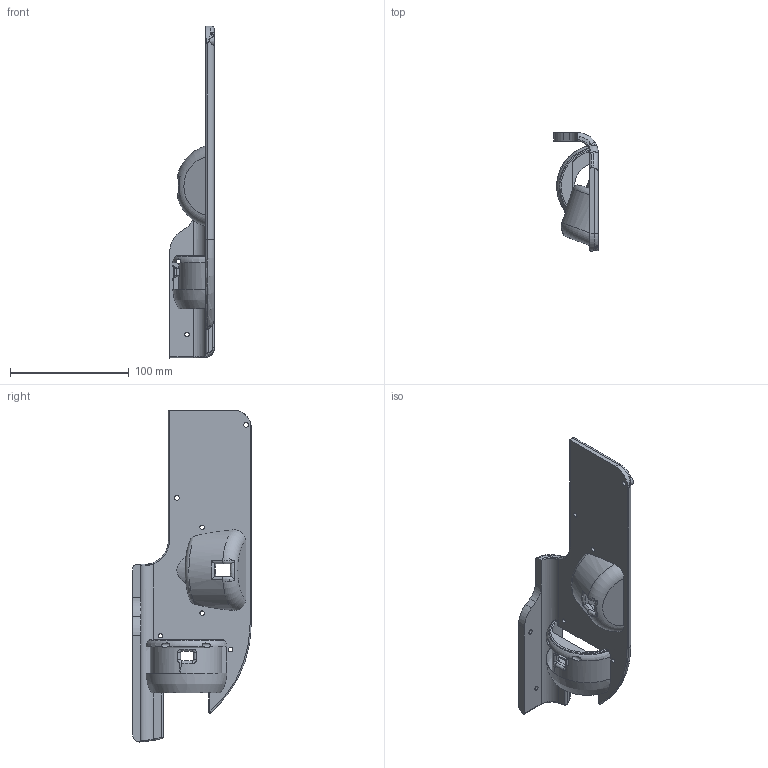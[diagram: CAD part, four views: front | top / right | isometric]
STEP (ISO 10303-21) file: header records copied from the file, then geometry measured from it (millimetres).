
FILE_DESCRIPTION(/* description */ (''),/* implementation_level */ '2;1');
FILE_NAME(/* name */ 'Left-Rail.step',/* time_stamp */ '2025-12-19T11:18:50-05:00',/* author */ (''),/* organization */ (''),/* preprocessor_version */ 'ST-DEVELOPER v20.1',/* originating_system */ 'Autodesk Translation Framework v14.21.0.0',/* authorisation */ '');
FILE_SCHEMA (('AUTOMOTIVE_DESIGN { 1 0 10303 214 3 1 1 }'));
Length unit declared in the file: millimetre
Products named in the file (1): 2025-12-19-10-45-23-782
Bounding box: 37.5 x 100 x 279.81 mm (x, y, z)
Volume: 170126.8 mm3; surface area: 62167.7 mm2
Topology: 1 solids, 1 shells, 120 faces, 423 edges, 299 vertices
Faces by surface type: cylinder 42, plane 29, torus 29, bspline 10, cone 8, sphere 2
Full cylindrical faces by diameter (mm): 3.7 x5, 3.87 x2, 4 x2
Entity records: 38795 total; most frequent: CARTESIAN_POINT 35290, ORIENTED_EDGE 840, DIRECTION 606, EDGE_CURVE 420, VERTEX_POINT 298, AXIS2_PLACEMENT_3D 244, B_SPLINE_CURVE_WITH_KNOTS 169, EDGE_LOOP 142
